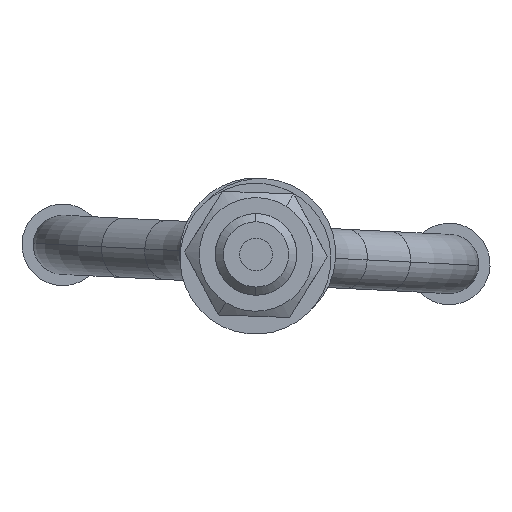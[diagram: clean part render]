
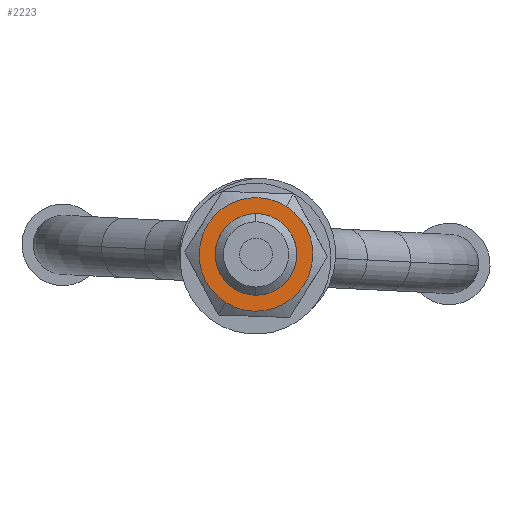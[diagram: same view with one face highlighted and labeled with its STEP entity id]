
A CAD part, left-side view. The second image highlights one B-rep face of the part: STEP entity #2223.
In plain terms, the highlighted planar face has unit normal (-1, 0, 0).
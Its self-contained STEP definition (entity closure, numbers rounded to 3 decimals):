
#8 = CARTESIAN_POINT ( 'NONE',  ( -1.05, 0., -2.786 ) ) ;
#17 = AXIS2_PLACEMENT_3D ( 'NONE', #1024, #2137, #853 ) ;
#92 = ORIENTED_EDGE ( 'NONE', *, *, #1651, .F. ) ;
#117 = CARTESIAN_POINT ( 'NONE',  ( -1.05, 0., 0. ) ) ;
#216 = AXIS2_PLACEMENT_3D ( 'NONE', #258, #1719, #1973 ) ;
#244 = PLANE ( 'NONE',  #1506 ) ;
#258 = CARTESIAN_POINT ( 'NONE',  ( -1.05, 0., 0. ) ) ;
#331 = CARTESIAN_POINT ( 'NONE',  ( -1.05, 0., 0. ) ) ;
#346 = AXIS2_PLACEMENT_3D ( 'NONE', #331, #1807, #358 ) ;
#358 = DIRECTION ( 'NONE',  ( 0., 0., -1. ) ) ;
#406 = ORIENTED_EDGE ( 'NONE', *, *, #791, .T. ) ;
#449 = CIRCLE ( 'NONE', #653, 2.786 ) ;
#491 = EDGE_CURVE ( 'NONE', #1491, #917, #1717, .T. ) ;
#579 = DIRECTION ( 'NONE',  ( 1., 0., 0. ) ) ;
#613 = EDGE_CURVE ( 'NONE', #1547, #1063, #2154, .T. ) ;
#653 = AXIS2_PLACEMENT_3D ( 'NONE', #117, #2136, #2111 ) ;
#770 = CIRCLE ( 'NONE', #216, 2. ) ;
#791 = EDGE_CURVE ( 'NONE', #1063, #1547, #770, .T. ) ;
#794 = CARTESIAN_POINT ( 'NONE',  ( -1.05, 0., 2. ) ) ;
#853 = DIRECTION ( 'NONE',  ( 0., 0., -1. ) ) ;
#917 = VERTEX_POINT ( 'NONE', #8 ) ;
#1024 = CARTESIAN_POINT ( 'NONE',  ( -1.05, 0., 0. ) ) ;
#1063 = VERTEX_POINT ( 'NONE', #794 ) ;
#1068 = EDGE_LOOP ( 'NONE', ( #92, #2334 ) ) ;
#1391 = FACE_OUTER_BOUND ( 'NONE', #1068, .T. ) ;
#1417 = ORIENTED_EDGE ( 'NONE', *, *, #613, .T. ) ;
#1491 = VERTEX_POINT ( 'NONE', #1721 ) ;
#1506 = AXIS2_PLACEMENT_3D ( 'NONE', #1530, #579, #2253 ) ;
#1530 = CARTESIAN_POINT ( 'NONE',  ( -1.05, 0., 0. ) ) ;
#1547 = VERTEX_POINT ( 'NONE', #2264 ) ;
#1651 = EDGE_CURVE ( 'NONE', #917, #1491, #449, .T. ) ;
#1655 = FACE_BOUND ( 'NONE', #2287, .T. ) ;
#1717 = CIRCLE ( 'NONE', #17, 2.786 ) ;
#1719 = DIRECTION ( 'NONE',  ( 1., 0., 0. ) ) ;
#1721 = CARTESIAN_POINT ( 'NONE',  ( -1.05, 0., 2.786 ) ) ;
#1807 = DIRECTION ( 'NONE',  ( 1., 0., 0. ) ) ;
#1973 = DIRECTION ( 'NONE',  ( 0., 0., -1. ) ) ;
#2111 = DIRECTION ( 'NONE',  ( 0., 0., -1. ) ) ;
#2136 = DIRECTION ( 'NONE',  ( 1., 0., 0. ) ) ;
#2137 = DIRECTION ( 'NONE',  ( 1., 0., 0. ) ) ;
#2154 = CIRCLE ( 'NONE', #346, 2. ) ;
#2223 = ADVANCED_FACE ( 'NONE', ( #1655, #1391 ), #244, .F. ) ;
#2253 = DIRECTION ( 'NONE',  ( 0., 0., -1. ) ) ;
#2264 = CARTESIAN_POINT ( 'NONE',  ( -1.05, 0., -2. ) ) ;
#2287 = EDGE_LOOP ( 'NONE', ( #406, #1417 ) ) ;
#2334 = ORIENTED_EDGE ( 'NONE', *, *, #491, .F. ) ;
